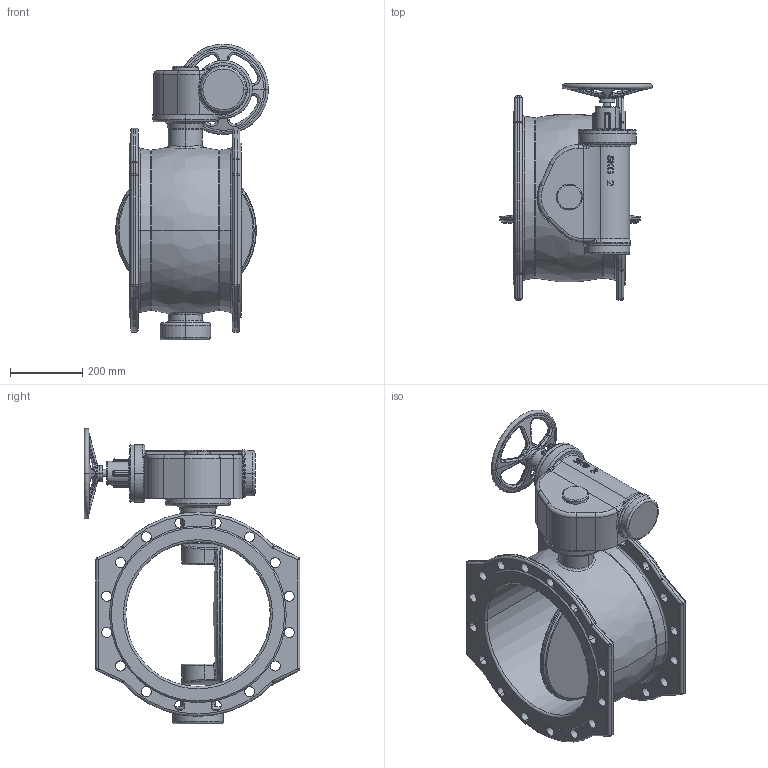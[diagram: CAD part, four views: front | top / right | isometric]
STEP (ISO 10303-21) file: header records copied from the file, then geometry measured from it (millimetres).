
FILE_DESCRIPTION((''),'2;1');
FILE_NAME('0D231128_ASM','2014-11-27T',('jgrossmann'),(''),'PRO/ENGINEER BY PARAMETRIC TECHNOLOGY CORPORATION, 2010040','PRO/ENGINEER BY PARAMETRIC TECHNOLOGY CORPORATION, 2010040','');
FILE_SCHEMA(('AUTOMOTIVE_DESIGN_CC2 { 1 2 10303 214 -1 1 5 2 }'));
Length unit declared in the file: millimetre
Products named in the file (6): F0D231120; M0D231120; NET_SKG_2; NET_LAGERNABE_SKG_2_4; 250_22_NABENLOCH; 0D231128_ASM
Assembly tree (5 placements, depth 2):
  0D231128_ASM
    F0D231120
    M0D231120
    NET_SKG_2
    NET_LAGERNABE_SKG_2_4
    250_22_NABENLOCH
Bounding box: 423 x 597.9 x 817.9 mm (x, y, z)
Volume: 29954561 mm3; surface area: 2132674.4 mm2
Topology: 5 solids, 5 shells, 1112 faces, 2890 edges, 1792 vertices
Faces by surface type: plane 601, cylinder 230, torus 132, bspline 97, sphere 34, cone 18
Entity records: 50090 total; most frequent: CARTESIAN_POINT 13609, ORIENTED_EDGE 5776, DIRECTION 5395, EDGE_CURVE 2888, PRESENTATION_STYLE_ASSIGNMENT 2872, STYLED_ITEM 2832, CURVE_STYLE 2782, AXIS2_PLACEMENT_3D 2030
